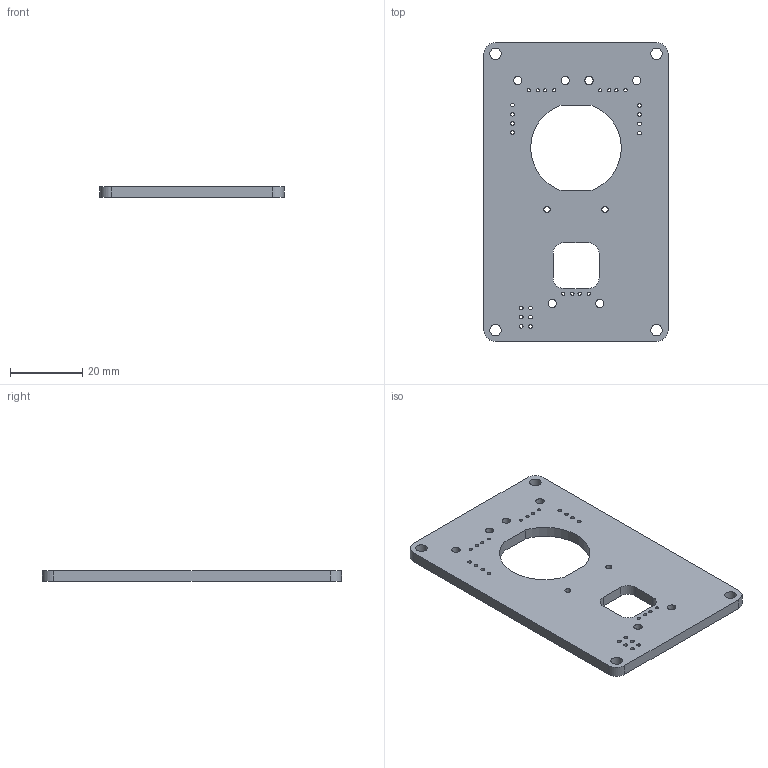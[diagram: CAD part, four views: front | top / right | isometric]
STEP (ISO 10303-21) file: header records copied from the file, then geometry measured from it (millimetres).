
FILE_DESCRIPTION(/* description */ (''),/* implementation_level */ '2;1');
FILE_NAME(/* name */ 'Cover.stp',/* time_stamp */ '2022-08-29T02:35:45-04:00',/* author */ ('swift'),/* organization */ (''),/* preprocessor_version */ 'ST-DEVELOPER v19',/* originating_system */ 'Autodesk Inventor 2023',/* authorisation */ '');
FILE_SCHEMA (('AUTOMOTIVE_DESIGN { 1 0 10303 214 3 1 1 }'));
Length unit declared in the file: inch
Products named in the file (1): Cover
Bounding box: 50.8 x 82.55 x 3 mm (x, y, z)
Volume: 10402.1 mm3; surface area: 8611.4 mm2
Topology: 1 solids, 1 shells, 60 faces, 174 edges, 116 vertices
Faces by surface type: cylinder 48, plane 12
Full cylindrical faces by diameter (mm): 0.92 x12, 1.02 x14, 1.7 x2, 2.3 x6, 3.2 x4
Entity records: 2239 total; most frequent: DIRECTION 392, CARTESIAN_POINT 351, ORIENTED_EDGE 348, EDGE_CURVE 174, AXIS2_PLACEMENT_3D 157, EDGE_LOOP 140, VERTEX_POINT 116, CIRCLE 96
